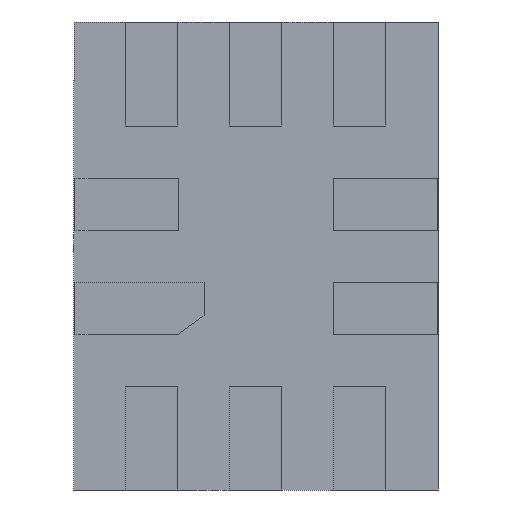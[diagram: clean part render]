
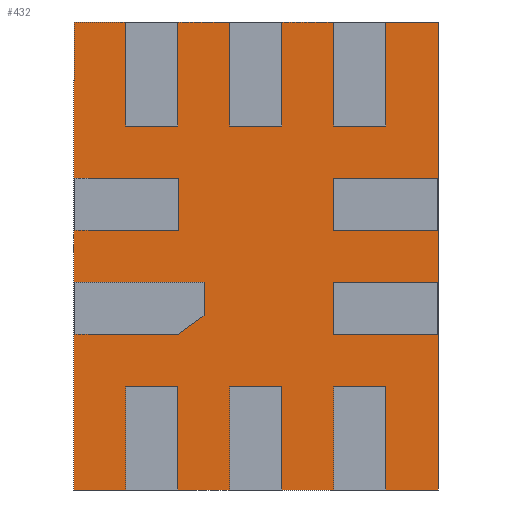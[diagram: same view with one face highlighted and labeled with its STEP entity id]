
A CAD part, front view. The second image highlights one B-rep face of the part: STEP entity #432.
In plain terms, the highlighted planar face has unit normal (0, -1, 0).
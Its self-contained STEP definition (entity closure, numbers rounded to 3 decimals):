
#27 = VERTEX_POINT ( 'NONE', #1815 ) ;
#99 = ORIENTED_EDGE ( 'NONE', *, *, #2200, .F. ) ;
#432 = ADVANCED_FACE ( 'NONE', ( #1803 ), #2047, .F. ) ;
#635 = CARTESIAN_POINT ( 'NONE',  ( 0.7, 0.05, 0.9 ) ) ;
#673 = LINE ( 'NONE', #1932, #2262 ) ;
#768 = EDGE_CURVE ( 'NONE', #27, #1714, #673, .T. ) ;
#862 = VERTEX_POINT ( 'NONE', #635 ) ;
#985 = VECTOR ( 'NONE', #1381, 1000. ) ;
#1025 = EDGE_LOOP ( 'NONE', ( #99, #1150, #1748, #1817 ) ) ;
#1059 = VECTOR ( 'NONE', #1807, 1000. ) ;
#1102 = EDGE_CURVE ( 'NONE', #862, #2102, #1232, .T. ) ;
#1108 = CARTESIAN_POINT ( 'NONE',  ( 0., 0.05, 0. ) ) ;
#1150 = ORIENTED_EDGE ( 'NONE', *, *, #1102, .F. ) ;
#1232 = LINE ( 'NONE', #1993, #1059 ) ;
#1289 = AXIS2_PLACEMENT_3D ( 'NONE', #1108, #1826, #1844 ) ;
#1341 = EDGE_CURVE ( 'NONE', #1714, #862, #2290, .T. ) ;
#1350 = CARTESIAN_POINT ( 'NONE',  ( 0.7, 0.05, -0.9 ) ) ;
#1381 = DIRECTION ( 'NONE',  ( 1., 0., 0. ) ) ;
#1421 = VECTOR ( 'NONE', #1850, 1000. ) ;
#1599 = DIRECTION ( 'NONE',  ( 0., 0., 1. ) ) ;
#1714 = VERTEX_POINT ( 'NONE', #2244 ) ;
#1748 = ORIENTED_EDGE ( 'NONE', *, *, #1341, .F. ) ;
#1803 = FACE_OUTER_BOUND ( 'NONE', #1025, .T. ) ;
#1807 = DIRECTION ( 'NONE',  ( 0., 0., -1. ) ) ;
#1815 = CARTESIAN_POINT ( 'NONE',  ( -0.7, 0.05, -0.9 ) ) ;
#1817 = ORIENTED_EDGE ( 'NONE', *, *, #768, .F. ) ;
#1826 = DIRECTION ( 'NONE',  ( 0., 1., 0. ) ) ;
#1844 = DIRECTION ( 'NONE',  ( 0., 0., 1. ) ) ;
#1850 = DIRECTION ( 'NONE',  ( -1., 0., 0. ) ) ;
#1932 = CARTESIAN_POINT ( 'NONE',  ( -0.7, 0.05, 0. ) ) ;
#1993 = CARTESIAN_POINT ( 'NONE',  ( 0.7, 0.05, 0. ) ) ;
#2047 = PLANE ( 'NONE',  #1289 ) ;
#2052 = CARTESIAN_POINT ( 'NONE',  ( 0., 0.05, -0.9 ) ) ;
#2102 = VERTEX_POINT ( 'NONE', #1350 ) ;
#2194 = LINE ( 'NONE', #2052, #1421 ) ;
#2200 = EDGE_CURVE ( 'NONE', #2102, #27, #2194, .T. ) ;
#2244 = CARTESIAN_POINT ( 'NONE',  ( -0.7, 0.05, 0.9 ) ) ;
#2255 = CARTESIAN_POINT ( 'NONE',  ( 0., 0.05, 0.9 ) ) ;
#2262 = VECTOR ( 'NONE', #1599, 1000. ) ;
#2290 = LINE ( 'NONE', #2255, #985 ) ;
